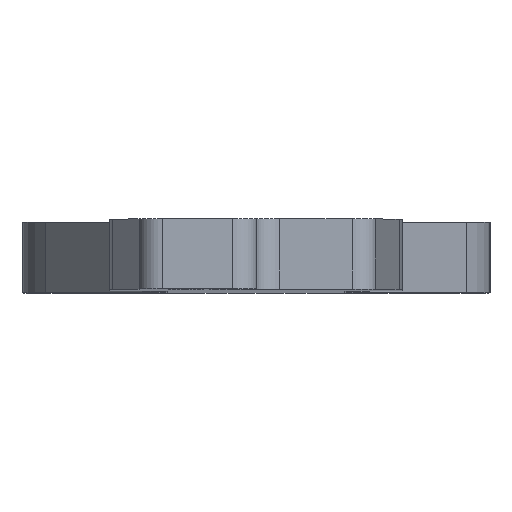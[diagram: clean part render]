
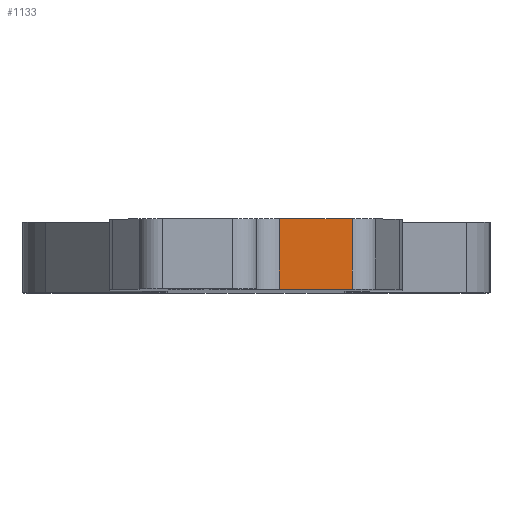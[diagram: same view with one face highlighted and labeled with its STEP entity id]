
A CAD part, top view. The second image highlights one B-rep face of the part: STEP entity #1133.
In plain terms, the highlighted planar face has unit normal (0, 0, 1).
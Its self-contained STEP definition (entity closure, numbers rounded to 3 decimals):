
#60=PLANE('',#1267);
#114=FACE_OUTER_BOUND('',#179,.T.);
#179=EDGE_LOOP('',(#982,#983,#984,#985));
#201=LINE('',#1649,#303);
#289=LINE('',#1924,#391);
#290=LINE('',#1927,#392);
#291=LINE('',#1928,#393);
#303=VECTOR('',#1307,10.);
#391=VECTOR('',#1591,10.);
#392=VECTOR('',#1594,10.);
#393=VECTOR('',#1595,10.);
#472=VERTEX_POINT('',#1646);
#473=VERTEX_POINT('',#1648);
#562=VERTEX_POINT('',#1922);
#563=VERTEX_POINT('',#1926);
#582=EDGE_CURVE('',#472,#473,#201,.T.);
#720=EDGE_CURVE('',#562,#473,#289,.T.);
#721=EDGE_CURVE('',#563,#562,#290,.T.);
#722=EDGE_CURVE('',#563,#472,#291,.T.);
#982=ORIENTED_EDGE('',*,*,#721,.T.);
#983=ORIENTED_EDGE('',*,*,#720,.T.);
#984=ORIENTED_EDGE('',*,*,#582,.F.);
#985=ORIENTED_EDGE('',*,*,#722,.F.);
#1133=ADVANCED_FACE('',(#114),#60,.T.);
#1267=AXIS2_PLACEMENT_3D('',#1925,#1592,#1593);
#1307=DIRECTION('',(1.,0.,0.));
#1591=DIRECTION('',(0.,1.,0.));
#1592=DIRECTION('center_axis',(0.,0.,1.));
#1593=DIRECTION('ref_axis',(1.,0.,0.));
#1594=DIRECTION('',(1.,0.,0.));
#1595=DIRECTION('',(0.,1.,0.));
#1646=CARTESIAN_POINT('',(2.,6.,171.871));
#1648=CARTESIAN_POINT('',(8.234,6.,171.871));
#1649=CARTESIAN_POINT('',(2.,6.,171.871));
#1922=CARTESIAN_POINT('',(8.234,0.,171.871));
#1924=CARTESIAN_POINT('',(8.234,0.,171.871));
#1925=CARTESIAN_POINT('Origin',(2.,0.,171.871));
#1926=CARTESIAN_POINT('',(2.,0.,171.871));
#1927=CARTESIAN_POINT('',(2.,0.,171.871));
#1928=CARTESIAN_POINT('',(2.,0.,171.871));
